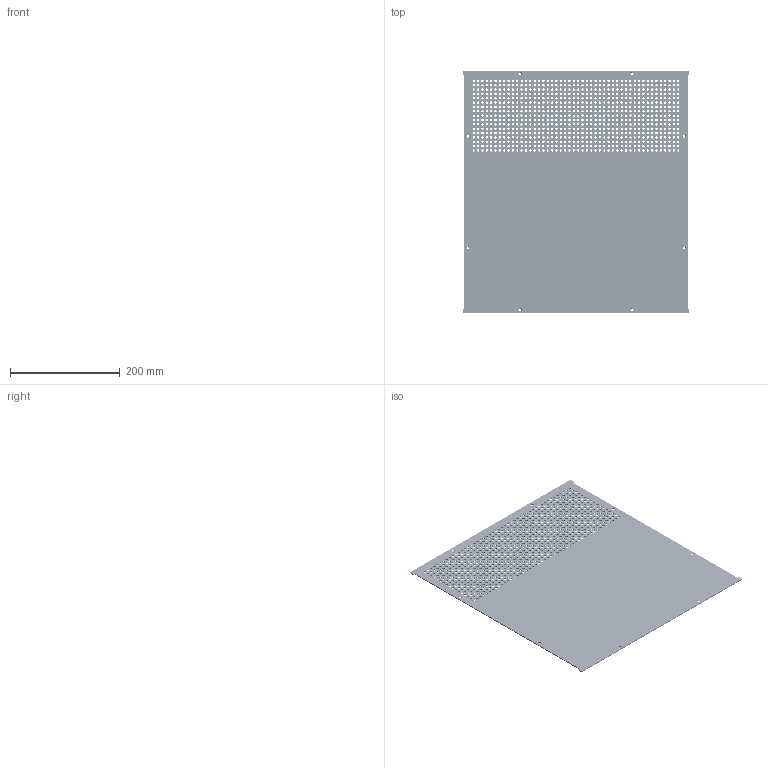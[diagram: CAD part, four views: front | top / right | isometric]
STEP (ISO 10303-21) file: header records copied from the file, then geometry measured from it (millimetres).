
FILE_DESCRIPTION (( 'STEP AP214' ), '1' );
FILE_NAME ('RM1918BKVP.STEP', '2021-09-11T15:18:38', ( '' ), ( '' ), 'SwSTEP 2.0', 'SolidWorks 2021', '' );
FILE_SCHEMA (( 'AUTOMOTIVE_DESIGN' ));
Length unit declared in the file: inch
Products named in the file (1): RM1918BKVP
Bounding box: 413.8 x 443 x 1.8 mm (x, y, z)
Volume: 303319.8 mm3; surface area: 360257.3 mm2
Topology: 1 solids, 1 shells, 846 faces, 2530 edges, 1686 vertices
Faces by surface type: cylinder 824, plane 14, cone 8
Full cylindrical faces by diameter (mm): 4.318 x816, 4.5 x8
Entity records: 28636 total; most frequent: DIRECTION 5042, CARTESIAN_POINT 4219, ORIENTED_EDGE 3384, EDGE_LOOP 3326, AXIS2_PLACEMENT_3D 2503, EDGE_CURVE 1692, VERTEX_POINT 1680, FACE_OUTER_BOUND 1670
